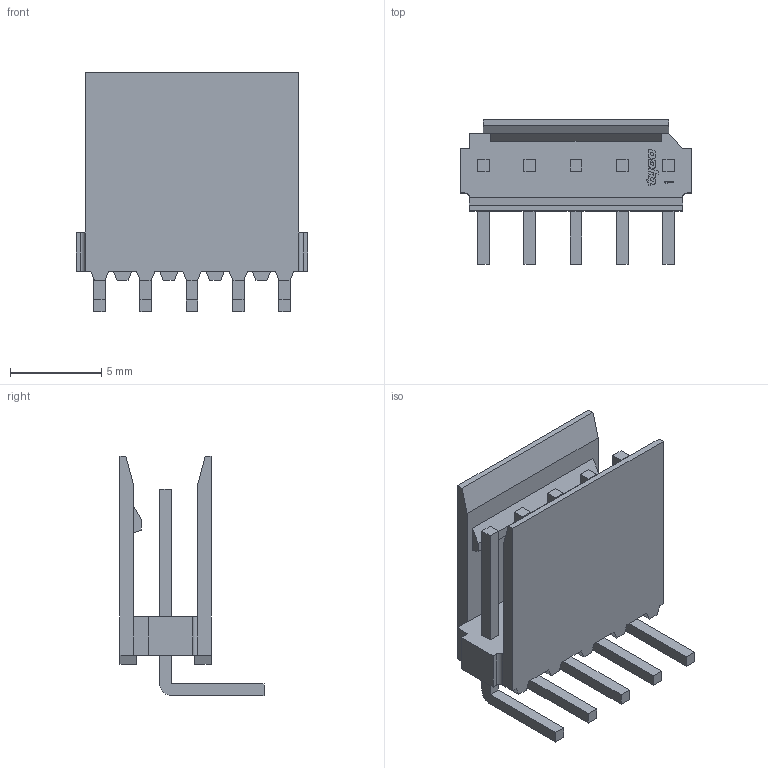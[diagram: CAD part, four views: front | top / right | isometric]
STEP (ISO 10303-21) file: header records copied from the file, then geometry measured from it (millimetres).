
FILE_DESCRIPTION(('STEP AP214'),'1');
FILE_NAME(' ',' ',('TraceParts'),('TraceParts S.A.'),'XStep 1.0',' ',' ');
FILE_SCHEMA(('automotive_design'));
Length unit declared in the file: millimetre
Products named in the file (1): C-281698-5
Bounding box: 12.7 x 7.9 x 13.12 mm (x, y, z)
Volume: 294 mm3; surface area: 791.2 mm2
Topology: 1 solids, 1 shells, 226 faces, 619 edges, 412 vertices
Faces by surface type: plane 181, cylinder 45
Entity records: 7112 total; most frequent: CARTESIAN_POINT 1258, ORIENTED_EDGE 1238, DIRECTION 1163, EDGE_CURVE 619, LINE 529, VECTOR 529, VERTEX_POINT 412, AXIS2_PLACEMENT_3D 317
